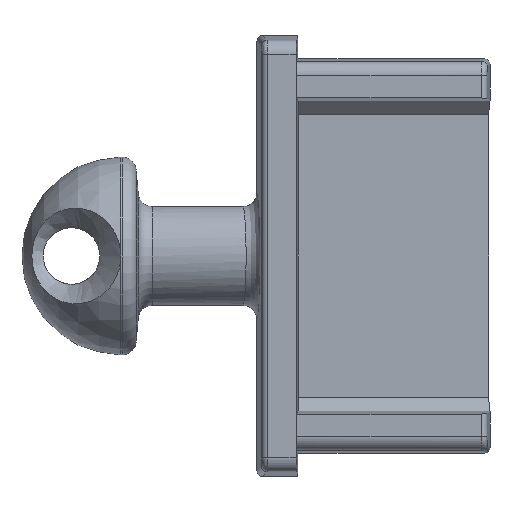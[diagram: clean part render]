
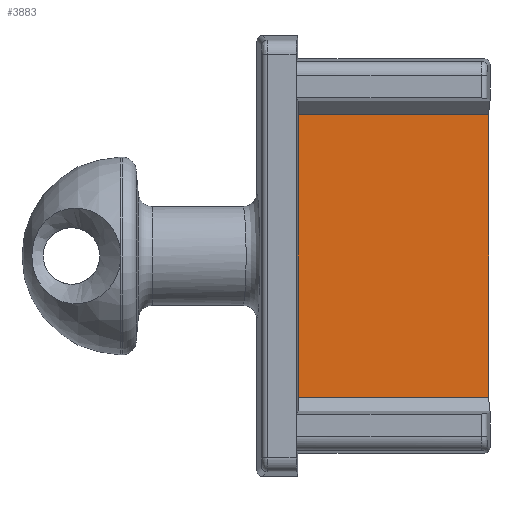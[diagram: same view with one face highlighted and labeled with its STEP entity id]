
A CAD part, front view. The second image highlights one B-rep face of the part: STEP entity #3883.
In plain terms, the highlighted planar face has unit normal (0, -1, 0).
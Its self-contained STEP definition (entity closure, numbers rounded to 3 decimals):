
#361=FACE_OUTER_BOUND('',#566,.T.);
#566=EDGE_LOOP('',(#3314,#3315,#3316,#3317));
#964=LINE('',#6544,#1349);
#1021=LINE('',#6807,#1406);
#1037=LINE('',#6988,#1422);
#1038=LINE('',#6990,#1423);
#1349=VECTOR('',#4705,10.);
#1406=VECTOR('',#4872,10.);
#1422=VECTOR('',#4936,10.);
#1423=VECTOR('',#4939,10.);
#1702=VERTEX_POINT('',#6541);
#1703=VERTEX_POINT('',#6543);
#1753=VERTEX_POINT('',#6804);
#1754=VERTEX_POINT('',#6806);
#2180=EDGE_CURVE('',#1702,#1703,#964,.T.);
#2264=EDGE_CURVE('',#1754,#1753,#1021,.T.);
#2295=EDGE_CURVE('',#1702,#1754,#1037,.T.);
#2296=EDGE_CURVE('',#1703,#1753,#1038,.T.);
#3314=ORIENTED_EDGE('',*,*,#2180,.F.);
#3315=ORIENTED_EDGE('',*,*,#2295,.T.);
#3316=ORIENTED_EDGE('',*,*,#2264,.T.);
#3317=ORIENTED_EDGE('',*,*,#2296,.F.);
#3490=PLANE('',#4125);
#3883=ADVANCED_FACE('',(#361),#3490,.F.);
#4125=AXIS2_PLACEMENT_3D('',#6989,#4937,#4938);
#4705=DIRECTION('',(0.,0.,-1.));
#4872=DIRECTION('',(0.,0.,-1.));
#4936=DIRECTION('',(-1.,0.,0.));
#4937=DIRECTION('center_axis',(0.,1.,0.));
#4938=DIRECTION('ref_axis',(0.,0.,-1.));
#4939=DIRECTION('',(-1.,0.,0.));
#6541=CARTESIAN_POINT('',(7.415,0.85,5.));
#6543=CARTESIAN_POINT('',(7.415,0.85,-5.));
#6544=CARTESIAN_POINT('',(7.415,0.85,2.5));
#6804=CARTESIAN_POINT('',(0.678,0.85,-5.));
#6806=CARTESIAN_POINT('',(0.678,0.85,5.));
#6807=CARTESIAN_POINT('',(0.678,0.85,2.5));
#6988=CARTESIAN_POINT('',(10.,0.85,5.));
#6989=CARTESIAN_POINT('Origin',(10.,0.85,5.));
#6990=CARTESIAN_POINT('',(10.,0.85,-5.));
